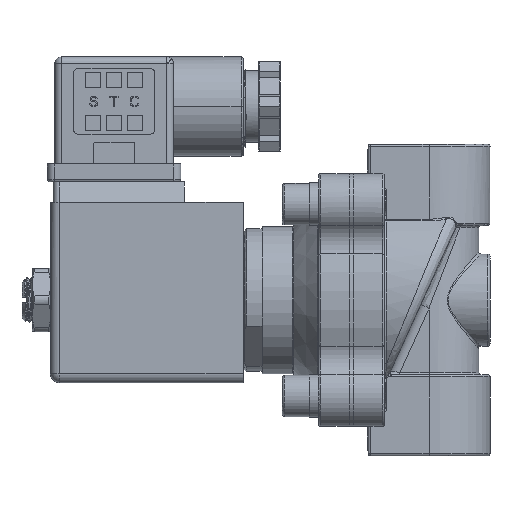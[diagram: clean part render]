
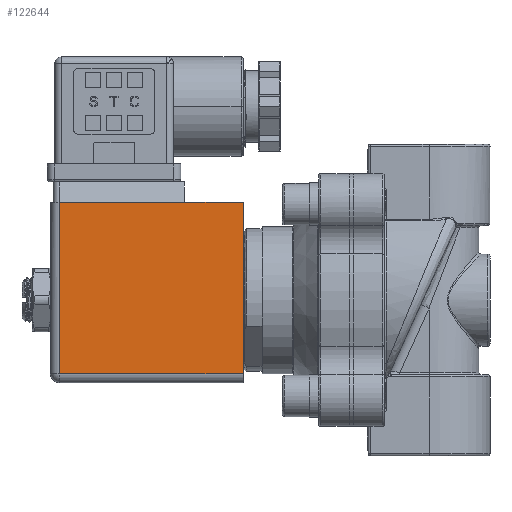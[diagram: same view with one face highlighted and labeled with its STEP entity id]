
A CAD part, left-side view. The second image highlights one B-rep face of the part: STEP entity #122644.
In plain terms, the highlighted planar face has unit normal (-1, 0, 0).
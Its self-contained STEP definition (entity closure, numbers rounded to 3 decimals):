
#2810 = LINE ( 'NONE', #85633, #54673 ) ;
#4765 = EDGE_CURVE ( 'NONE', #123816, #89279, #2810, .T. ) ;
#5762 = CARTESIAN_POINT ( 'NONE',  ( -17.925, 95.4, -16.32 ) ) ;
#8809 = CARTESIAN_POINT ( 'NONE',  ( -17.925, 54.7, 1.68 ) ) ;
#8929 = DIRECTION ( 'NONE',  ( 0., -1., 0. ) ) ;
#9680 = CARTESIAN_POINT ( 'NONE',  ( -17.925, 54.7, -16.32 ) ) ;
#10102 = EDGE_LOOP ( 'NONE', ( #25303, #122356, #133949, #66394 ) ) ;
#11786 = CARTESIAN_POINT ( 'NONE',  ( -17.925, 95.4, 21.68 ) ) ;
#19183 = DIRECTION ( 'NONE',  ( 0., 0., 1. ) ) ;
#20734 = VERTEX_POINT ( 'NONE', #112371 ) ;
#22427 = AXIS2_PLACEMENT_3D ( 'NONE', #107695, #45454, #118105 ) ;
#22801 = FACE_OUTER_BOUND ( 'NONE', #10102, .T. ) ;
#25303 = ORIENTED_EDGE ( 'NONE', *, *, #4765, .T. ) ;
#30168 = CARTESIAN_POINT ( 'NONE',  ( -17.925, 54.7, 21.68 ) ) ;
#44536 = VECTOR ( 'NONE', #19183, 1000. ) ;
#45454 = DIRECTION ( 'NONE',  ( -1., 0., 0. ) ) ;
#45687 = LINE ( 'NONE', #30168, #70103 ) ;
#54242 = VECTOR ( 'NONE', #131231, 1000. ) ;
#54673 = VECTOR ( 'NONE', #126497, 1000. ) ;
#61385 = EDGE_CURVE ( 'NONE', #89279, #20734, #99786, .T. ) ;
#62569 = EDGE_CURVE ( 'NONE', #69012, #20734, #45687, .T. ) ;
#65921 = PLANE ( 'NONE',  #22427 ) ;
#66394 = ORIENTED_EDGE ( 'NONE', *, *, #120842, .T. ) ;
#69012 = VERTEX_POINT ( 'NONE', #11786 ) ;
#70103 = VECTOR ( 'NONE', #8929, 1000. ) ;
#80396 = CARTESIAN_POINT ( 'NONE',  ( -17.925, 95.4, -18.32 ) ) ;
#85148 = LINE ( 'NONE', #80396, #54242 ) ;
#85633 = CARTESIAN_POINT ( 'NONE',  ( -17.925, 54.7, -16.32 ) ) ;
#89279 = VERTEX_POINT ( 'NONE', #9680 ) ;
#99786 = LINE ( 'NONE', #8809, #44536 ) ;
#107695 = CARTESIAN_POINT ( 'NONE',  ( -17.925, 54.7, -18.32 ) ) ;
#112371 = CARTESIAN_POINT ( 'NONE',  ( -17.925, 54.7, 21.68 ) ) ;
#118105 = DIRECTION ( 'NONE',  ( 0., 0., 1. ) ) ;
#120842 = EDGE_CURVE ( 'NONE', #69012, #123816, #85148, .T. ) ;
#122356 = ORIENTED_EDGE ( 'NONE', *, *, #61385, .T. ) ;
#122644 = ADVANCED_FACE ( 'NONE', ( #22801 ), #65921, .T. ) ;
#123816 = VERTEX_POINT ( 'NONE', #5762 ) ;
#126497 = DIRECTION ( 'NONE',  ( 0., -1., 0. ) ) ;
#131231 = DIRECTION ( 'NONE',  ( 0., 0., -1. ) ) ;
#133949 = ORIENTED_EDGE ( 'NONE', *, *, #62569, .F. ) ;
